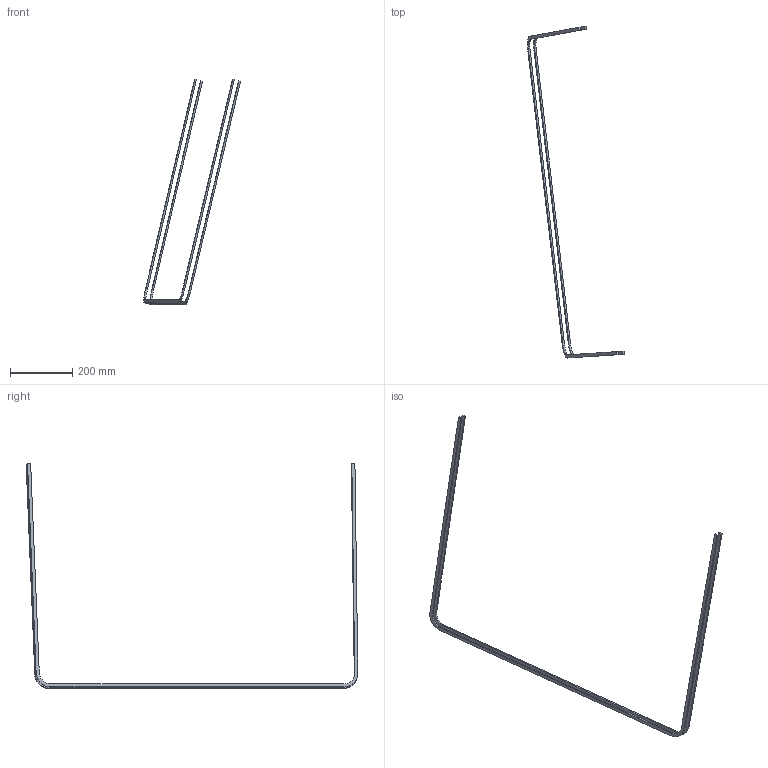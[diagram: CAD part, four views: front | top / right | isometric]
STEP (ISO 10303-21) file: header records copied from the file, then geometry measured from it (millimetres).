
FILE_DESCRIPTION(('FreeCAD Model'),'2;1');
FILE_NAME( 'detailed_HCLL/step/slice_first_wall_coolant_sample_envelope_2.step', '2018-04-17T15:57:04',('FreeCAD'),('FreeCAD'), 'Open CASCADE STEP processor 7.1','FreeCAD','Unknown');
FILE_SCHEMA(('AUTOMOTIVE_DESIGN_CC2 { 1 2 10303 214 -1 1 5 4 }'));
Length unit declared in the file: millimetre
Products named in the file (3): Open CASCADE STEP translator 7.1 9; Open CASCADE STEP translator 7.1 9.1; Open CASCADE STEP translator 7.1 9.2
Assembly tree (2 placements, depth 2):
  Open CASCADE STEP translator 7.1 9
    Open CASCADE STEP translator 7.1 9.1
    Open CASCADE STEP translator 7.1 9.2
Bounding box: 310.58 x 1062.22 x 722.35 mm (x, y, z)
Volume: 255659.3 mm3; surface area: 149670.7 mm2
Topology: 2 solids, 2 shells, 28 faces, 72 edges, 48 vertices
Faces by surface type: plane 20, cylinder 8
Entity records: 1848 total; most frequent: CARTESIAN_POINT 503, DIRECTION 198, ORIENTED_EDGE 144, PCURVE 144, DEFINITIONAL_REPRESENTATION 144, B_SPLINE_CURVE_WITH_KNOTS 96, LINE 88, VECTOR 88
